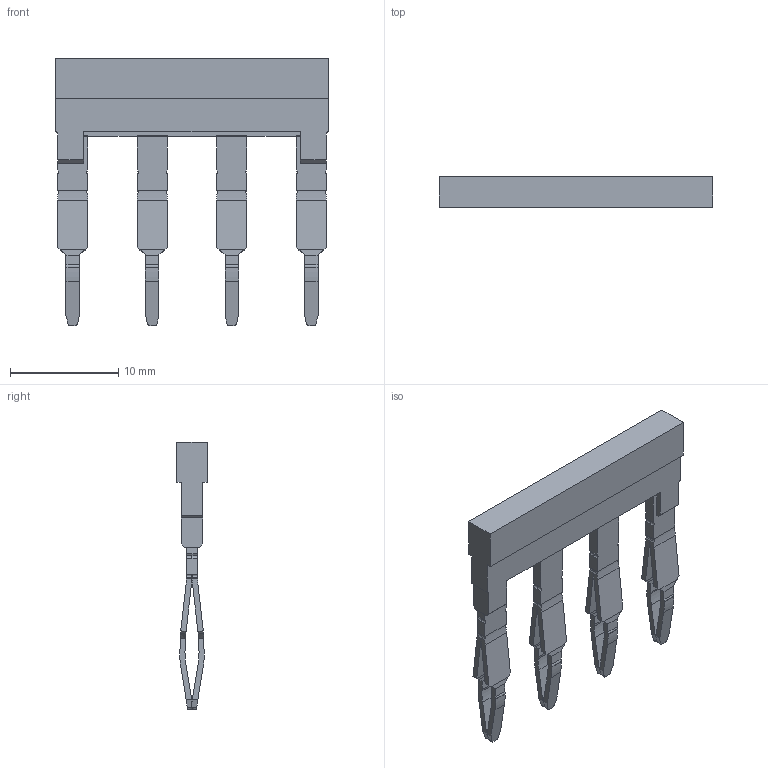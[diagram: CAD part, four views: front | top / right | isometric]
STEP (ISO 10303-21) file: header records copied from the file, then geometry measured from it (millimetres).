
FILE_DESCRIPTION(('CATIA V5 STEP Exchange','CAx-IF Rec.Pracs.--- Model Styling and Organization---1.4--- 2014-01-23'),'2;1');
FILE_NAME ('1175002-3_0_2709730000_2709730000.stp','2020-10-21T08:08:10+00:00',('none'),('Weidmueller'),'CATIA Version 5-6 Release 2016 SP3 HF44','CATIA V5 STEP AP214','none');
FILE_SCHEMA(('AUTOMOTIVE_DESIGN { 1 0 10303 214 1 1 1 1 }'));
Length unit declared in the file: millimetre
Products named in the file (1): 2709730000
Bounding box: 25.25 x 2.8 x 24.72 mm (x, y, z)
Volume: 637.5 mm3; surface area: 1672.6 mm2
Topology: 2 solids, 2 shells, 444 faces, 1242 edges, 788 vertices
Faces by surface type: plane 290, cylinder 106, bspline 48
Entity records: 14354 total; most frequent: CARTESIAN_POINT 4067, ORIENTED_EDGE 2484, DIRECTION 1542, EDGE_CURVE 1242, VECTOR 838, LINE 838, VERTEX_POINT 788, EDGE_LOOP 458
